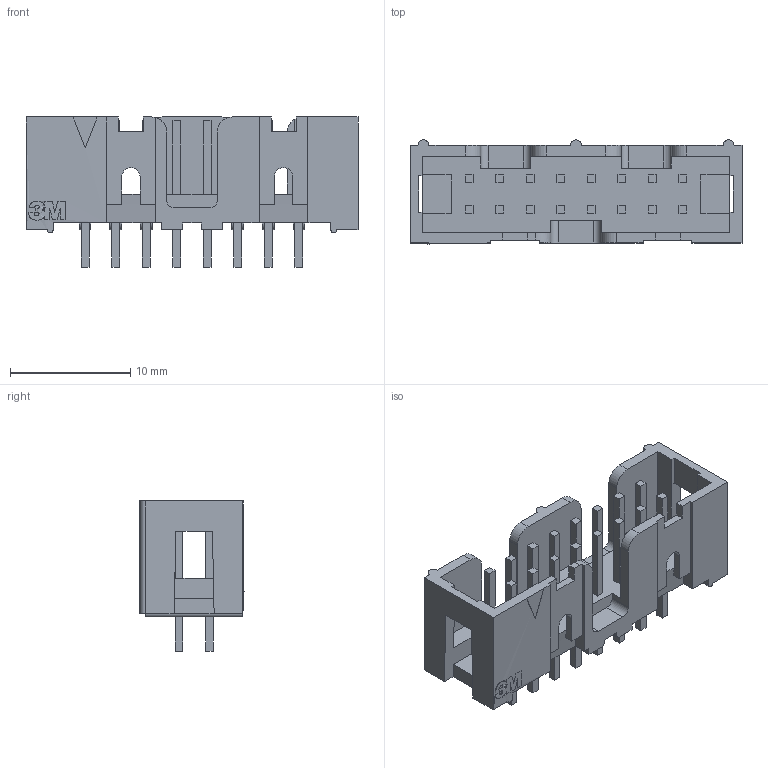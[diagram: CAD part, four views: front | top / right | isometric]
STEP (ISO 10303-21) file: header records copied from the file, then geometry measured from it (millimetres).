
FILE_DESCRIPTION((''),'2;1');
FILE_NAME('3M_N2516-6002RB.stp','2014-01-14T11:41:01',(''),(''),'Mechanical Desktop 2011','Mechanical Desktop 2011',', , ');
FILE_SCHEMA(('AUTOMOTIVE_DESIGN { 1 2 10303 214 1 1 1 1 }'));
Length unit declared in the file: millimetre
Products named in the file (1): Product
Bounding box: 27.64 x 8.69 x 12.49 mm (x, y, z)
Volume: 826.5 mm3; surface area: 1853.5 mm2
Topology: 33 solids, 34 shells, 386 faces, 912 edges, 597 vertices
Faces by surface type: plane 253, bspline 100, cylinder 33
Entity records: 11159 total; most frequent: CARTESIAN_POINT 2452, ORIENTED_EDGE 1820, DIRECTION 1545, EDGE_CURVE 912, VECTOR 837, LINE 837, VERTEX_POINT 597, EDGE_LOOP 398
